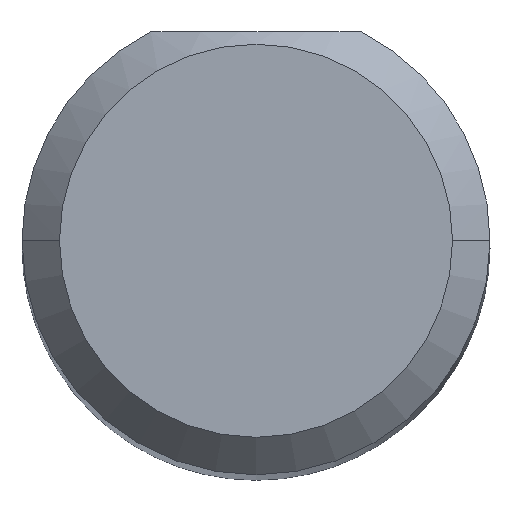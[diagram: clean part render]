
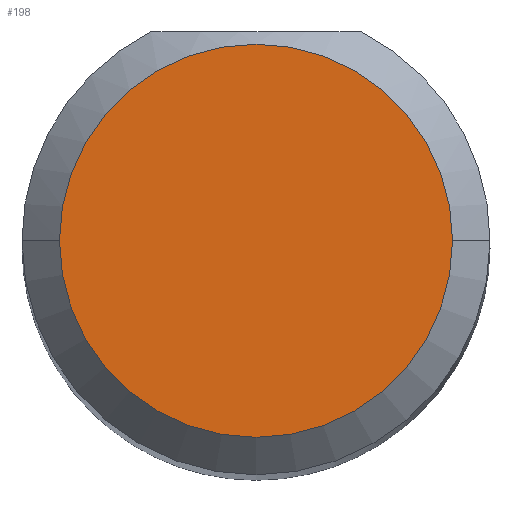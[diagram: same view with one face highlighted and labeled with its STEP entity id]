
A CAD part, top view. The second image highlights one B-rep face of the part: STEP entity #198.
In plain terms, the highlighted planar face has unit normal (0, 0, 1).
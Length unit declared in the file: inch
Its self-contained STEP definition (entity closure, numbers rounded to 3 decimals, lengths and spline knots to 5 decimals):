
#43 = VERTEX_POINT ( 'NONE', #390 ) ;
#55 = DIRECTION ( 'NONE',  ( 0., 0., 1. ) ) ;
#63 = CARTESIAN_POINT ( 'NONE',  ( 0., 0., 2. ) ) ;
#65 = CIRCLE ( 'NONE', #307, 0.07875 ) ;
#81 = EDGE_CURVE ( 'NONE', #373, #43, #65, .T. ) ;
#111 = CARTESIAN_POINT ( 'NONE',  ( 0., 0., 2. ) ) ;
#115 = CARTESIAN_POINT ( 'NONE',  ( 0., 0., 2. ) ) ;
#131 = CARTESIAN_POINT ( 'NONE',  ( 0.07875, 0., 2. ) ) ;
#143 = AXIS2_PLACEMENT_3D ( 'NONE', #63, #55, #159 ) ;
#146 = CIRCLE ( 'NONE', #351, 0.07875 ) ;
#159 = DIRECTION ( 'NONE',  ( 1., 0., 0. ) ) ;
#185 = ORIENTED_EDGE ( 'NONE', *, *, #293, .T. ) ;
#192 = EDGE_LOOP ( 'NONE', ( #185, #545 ) ) ;
#196 = PLANE ( 'NONE',  #143 ) ;
#198 = ADVANCED_FACE ( 'NONE', ( #327 ), #196, .T. ) ;
#293 = EDGE_CURVE ( 'NONE', #43, #373, #146, .T. ) ;
#307 = AXIS2_PLACEMENT_3D ( 'NONE', #115, #308, #472 ) ;
#308 = DIRECTION ( 'NONE',  ( 0., 0., 1. ) ) ;
#327 = FACE_OUTER_BOUND ( 'NONE', #192, .T. ) ;
#351 = AXIS2_PLACEMENT_3D ( 'NONE', #111, #481, #486 ) ;
#373 = VERTEX_POINT ( 'NONE', #131 ) ;
#390 = CARTESIAN_POINT ( 'NONE',  ( -0.07875, 0., 2. ) ) ;
#472 = DIRECTION ( 'NONE',  ( 1., 0., 0. ) ) ;
#481 = DIRECTION ( 'NONE',  ( 0., 0., 1. ) ) ;
#486 = DIRECTION ( 'NONE',  ( 1., 0., 0. ) ) ;
#545 = ORIENTED_EDGE ( 'NONE', *, *, #81, .T. ) ;
